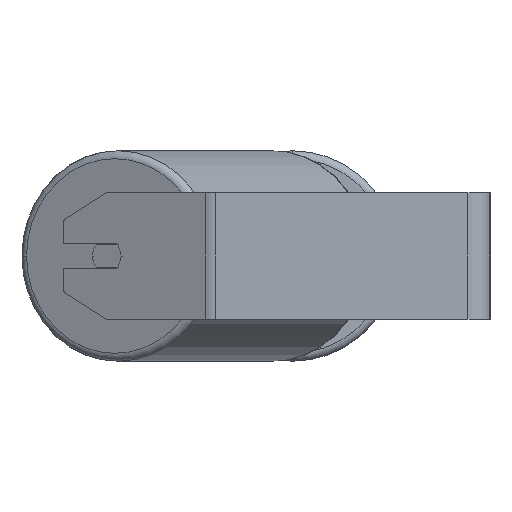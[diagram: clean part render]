
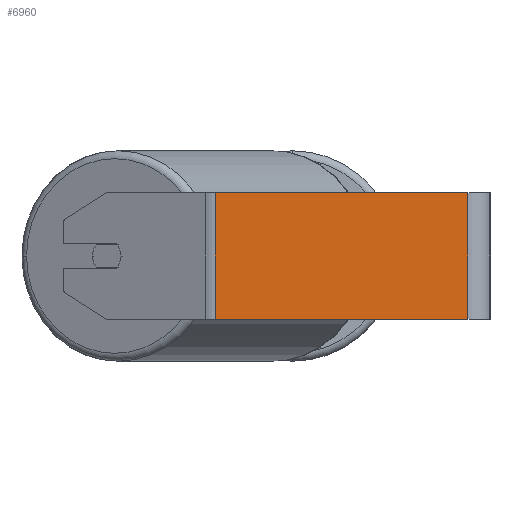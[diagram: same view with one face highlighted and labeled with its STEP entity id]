
A CAD part, left-side view. The second image highlights one B-rep face of the part: STEP entity #6960.
In plain terms, the highlighted planar face has unit normal (-1, 0, 0).
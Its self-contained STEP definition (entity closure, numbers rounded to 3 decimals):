
#141 = AXIS2_PLACEMENT_3D ( 'NONE', #4402, #4350, #4448 ) ;
#273 = PLANE ( 'NONE',  #141 ) ;
#493 = CARTESIAN_POINT ( 'NONE',  ( -415., 14., 40. ) ) ;
#563 = VECTOR ( 'NONE', #6471, 1000. ) ;
#1206 = ORIENTED_EDGE ( 'NONE', *, *, #4555, .F. ) ;
#1257 = LINE ( 'NONE', #4545, #5218 ) ;
#1368 = VERTEX_POINT ( 'NONE', #5491 ) ;
#1392 = VECTOR ( 'NONE', #3328, 1000. ) ;
#2084 = LINE ( 'NONE', #3497, #1392 ) ;
#2161 = VERTEX_POINT ( 'NONE', #5924 ) ;
#2389 = VECTOR ( 'NONE', #5890, 1000. ) ;
#2847 = EDGE_CURVE ( 'NONE', #2161, #7454, #5722, .T. ) ;
#3156 = LINE ( 'NONE', #493, #2389 ) ;
#3195 = CARTESIAN_POINT ( 'NONE',  ( -415., 14., -40. ) ) ;
#3328 = DIRECTION ( 'NONE',  ( 0., -1., 0. ) ) ;
#3497 = CARTESIAN_POINT ( 'NONE',  ( -415., 176.825, 40. ) ) ;
#4043 = EDGE_CURVE ( 'NONE', #1368, #2161, #1257, .T. ) ;
#4350 = DIRECTION ( 'NONE',  ( 1., 0., 0. ) ) ;
#4402 = CARTESIAN_POINT ( 'NONE',  ( -415., 176.825, 40. ) ) ;
#4427 = EDGE_CURVE ( 'NONE', #7820, #7454, #3156, .T. ) ;
#4444 = EDGE_LOOP ( 'NONE', ( #6733, #6129, #1206, #8505 ) ) ;
#4448 = DIRECTION ( 'NONE',  ( 0., 0., -1. ) ) ;
#4545 = CARTESIAN_POINT ( 'NONE',  ( -415., 173.721, 40. ) ) ;
#4555 = EDGE_CURVE ( 'NONE', #1368, #7820, #2084, .T. ) ;
#5059 = FACE_OUTER_BOUND ( 'NONE', #4444, .T. ) ;
#5168 = CARTESIAN_POINT ( 'NONE',  ( -415., 14., 40. ) ) ;
#5218 = VECTOR ( 'NONE', #7225, 1000. ) ;
#5491 = CARTESIAN_POINT ( 'NONE',  ( -415., 173.721, 40. ) ) ;
#5722 = LINE ( 'NONE', #7799, #563 ) ;
#5890 = DIRECTION ( 'NONE',  ( 0., 0., -1. ) ) ;
#5924 = CARTESIAN_POINT ( 'NONE',  ( -415., 173.721, -40. ) ) ;
#6129 = ORIENTED_EDGE ( 'NONE', *, *, #4427, .F. ) ;
#6471 = DIRECTION ( 'NONE',  ( 0., -1., 0. ) ) ;
#6733 = ORIENTED_EDGE ( 'NONE', *, *, #2847, .T. ) ;
#6960 = ADVANCED_FACE ( 'NONE', ( #5059 ), #273, .F. ) ;
#7225 = DIRECTION ( 'NONE',  ( 0., 0., -1. ) ) ;
#7454 = VERTEX_POINT ( 'NONE', #3195 ) ;
#7799 = CARTESIAN_POINT ( 'NONE',  ( -415., 176.825, -40. ) ) ;
#7820 = VERTEX_POINT ( 'NONE', #5168 ) ;
#8505 = ORIENTED_EDGE ( 'NONE', *, *, #4043, .T. ) ;
